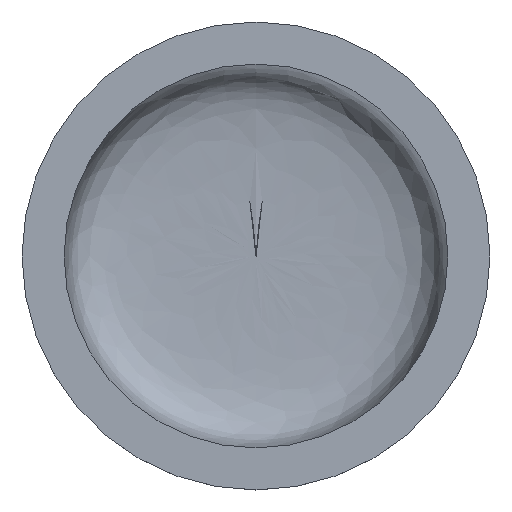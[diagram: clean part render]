
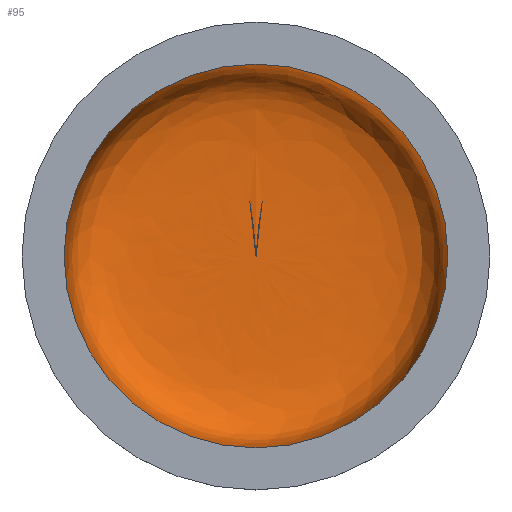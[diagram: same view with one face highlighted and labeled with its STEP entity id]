
A CAD part, top view. The second image highlights one B-rep face of the part: STEP entity #95.
In plain terms, the highlighted free-form (B-spline) face has degree [2, 2] with [3, 9] control points.
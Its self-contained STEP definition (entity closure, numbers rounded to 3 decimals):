
#23=(
BOUNDED_CURVE()
B_SPLINE_CURVE(2,(#188,#189,#190),.UNSPECIFIED.,.F.,.F.)
B_SPLINE_CURVE_WITH_KNOTS((3,3),(0.,1.867),.UNSPECIFIED.)
CURVE()
GEOMETRIC_REPRESENTATION_ITEM()
RATIONAL_B_SPLINE_CURVE((1.,3.,1.))
REPRESENTATION_ITEM('')
);
#25=(
BOUNDED_SURFACE()
B_SPLINE_SURFACE(2,2,((#159,#160,#161,#162,#163,#164,#165,#166,#167),(#168,
#169,#170,#171,#172,#173,#174,#175,#176),(#177,#178,#179,#180,#181,#182,
#183,#184,#185)),.UNSPECIFIED.,.F.,.T.,.F.)
B_SPLINE_SURFACE_WITH_KNOTS((3,3),(3,2,2,2,3),(0.,1.867),(0.,
1.571,3.142,4.712,6.283),
 .UNSPECIFIED.)
GEOMETRIC_REPRESENTATION_ITEM()
RATIONAL_B_SPLINE_SURFACE(((1.,0.707,1.,0.707,1.,
0.707,1.,0.707,1.),(3.,2.121,3.,2.121,
3.,2.121,3.,2.121,3.),(1.,0.707,1.,0.707,
1.,0.707,1.,0.707,1.)))
REPRESENTATION_ITEM('')
SURFACE()
);
#28=FACE_OUTER_BOUND('',#35,.T.);
#35=EDGE_LOOP('',(#70,#71,#72));
#44=CIRCLE('',#117,13.125);
#51=VERTEX_POINT('',#186);
#52=VERTEX_POINT('',#187);
#59=EDGE_CURVE('',#51,#52,#23,.T.);
#60=EDGE_CURVE('',#51,#51,#44,.T.);
#70=ORIENTED_EDGE('',*,*,#59,.T.);
#71=ORIENTED_EDGE('',*,*,#59,.F.);
#72=ORIENTED_EDGE('',*,*,#60,.F.);
#95=ADVANCED_FACE('',(#28),#25,.T.);
#117=AXIS2_PLACEMENT_3D('',#191,#133,#134);
#133=DIRECTION('center_axis',(0.,0.,-1.));
#134=DIRECTION('ref_axis',(1.,0.,0.));
#159=CARTESIAN_POINT('Ctrl Pts',(0.,-31.875,10.));
#160=CARTESIAN_POINT('Ctrl Pts',(13.125,-31.875,10.));
#161=CARTESIAN_POINT('Ctrl Pts',(13.125,-45.,10.));
#162=CARTESIAN_POINT('Ctrl Pts',(13.125,-58.125,10.));
#163=CARTESIAN_POINT('Ctrl Pts',(0.,-58.125,10.));
#164=CARTESIAN_POINT('Ctrl Pts',(-13.125,-58.125,10.));
#165=CARTESIAN_POINT('Ctrl Pts',(-13.125,-45.,10.));
#166=CARTESIAN_POINT('Ctrl Pts',(-13.125,-31.875,10.));
#167=CARTESIAN_POINT('Ctrl Pts',(0.,-31.875,10.));
#168=CARTESIAN_POINT('Ctrl Pts',(0.,-32.005,1.96));
#169=CARTESIAN_POINT('Ctrl Pts',(12.995,-32.005,1.96));
#170=CARTESIAN_POINT('Ctrl Pts',(12.995,-45.,1.96));
#171=CARTESIAN_POINT('Ctrl Pts',(12.995,-57.995,1.96));
#172=CARTESIAN_POINT('Ctrl Pts',(0.,-57.995,1.96));
#173=CARTESIAN_POINT('Ctrl Pts',(-12.995,-57.995,1.96));
#174=CARTESIAN_POINT('Ctrl Pts',(-12.995,-45.,1.96));
#175=CARTESIAN_POINT('Ctrl Pts',(-12.995,-32.005,1.96));
#176=CARTESIAN_POINT('Ctrl Pts',(0.,-32.005,1.96));
#177=CARTESIAN_POINT('Ctrl Pts',(0.,-45.,2.));
#178=CARTESIAN_POINT('Ctrl Pts',(0.,-45.,2.));
#179=CARTESIAN_POINT('Ctrl Pts',(0.,-45.,2.));
#180=CARTESIAN_POINT('Ctrl Pts',(0.,-45.,2.));
#181=CARTESIAN_POINT('Ctrl Pts',(0.,-45.,2.));
#182=CARTESIAN_POINT('Ctrl Pts',(0.,-45.,2.));
#183=CARTESIAN_POINT('Ctrl Pts',(0.,-45.,2.));
#184=CARTESIAN_POINT('Ctrl Pts',(0.,-45.,2.));
#185=CARTESIAN_POINT('Ctrl Pts',(0.,-45.,2.));
#186=CARTESIAN_POINT('',(0.,-31.875,10.));
#187=CARTESIAN_POINT('',(0.,-45.,2.));
#188=CARTESIAN_POINT('Ctrl Pts',(0.,-31.875,10.));
#189=CARTESIAN_POINT('Ctrl Pts',(0.,-32.005,1.96));
#190=CARTESIAN_POINT('Ctrl Pts',(0.,-45.,2.));
#191=CARTESIAN_POINT('Origin',(0.,-45.,10.));
